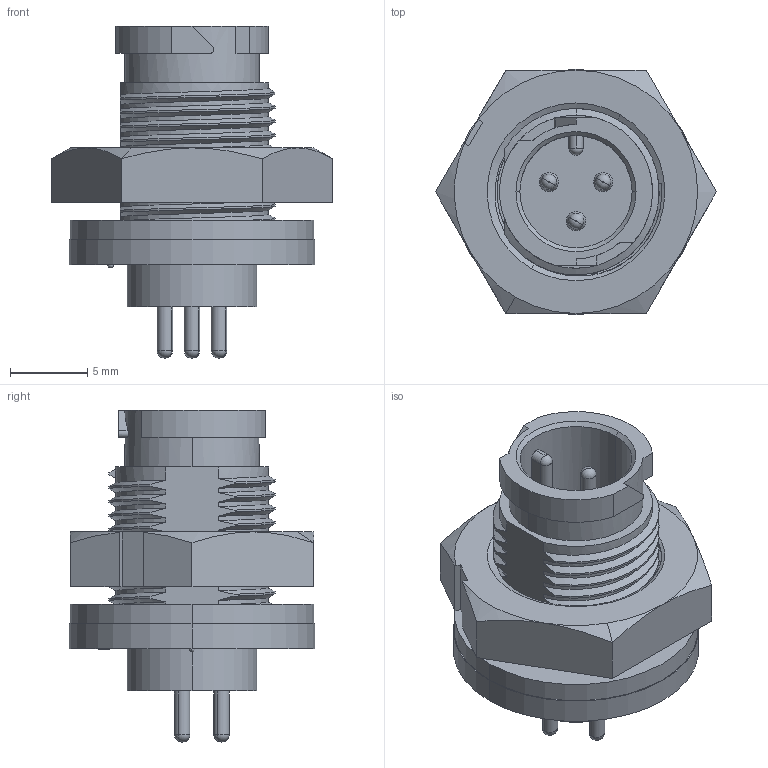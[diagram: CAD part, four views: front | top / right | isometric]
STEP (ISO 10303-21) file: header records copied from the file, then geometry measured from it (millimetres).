
FILE_DESCRIPTION (( 'STEP AP203' ), '1' );
FILE_NAME ('W17281-3PG-P-300.STEP', '2021-01-13T14:59:13', ( '' ), ( '' ), 'SwSTEP 2.0', 'SolidWorks 2020', '' );
FILE_SCHEMA (( 'CONFIG_CONTROL_DESIGN' ));
Length unit declared in the file: millimetre
Products named in the file (4): GASKET.step; HEX NUT.step; W17281-3PG-P.step; W17281-3PG-P-300
Assembly tree (3 placements, depth 2):
  W17281-3PG-P-300
    GASKET.step
    HEX NUT.step
    W17281-3PG-P.step
Bounding box: 18.18 x 15.88 x 21.49 mm (x, y, z)
Volume: 1742.5 mm3; surface area: 2392 mm2
Topology: 3 solids, 3 shells, 185 faces, 468 edges, 300 vertices
Faces by surface type: cylinder 73, plane 54, bspline 24, cone 19, torus 12, sphere 3
Entity records: 13470 total; most frequent: CARTESIAN_POINT 8968, ORIENTED_EDGE 926, DIRECTION 783, EDGE_CURVE 463, VERTEX_POINT 298, AXIS2_PLACEMENT_3D 295, EDGE_LOOP 203, LINE 193
